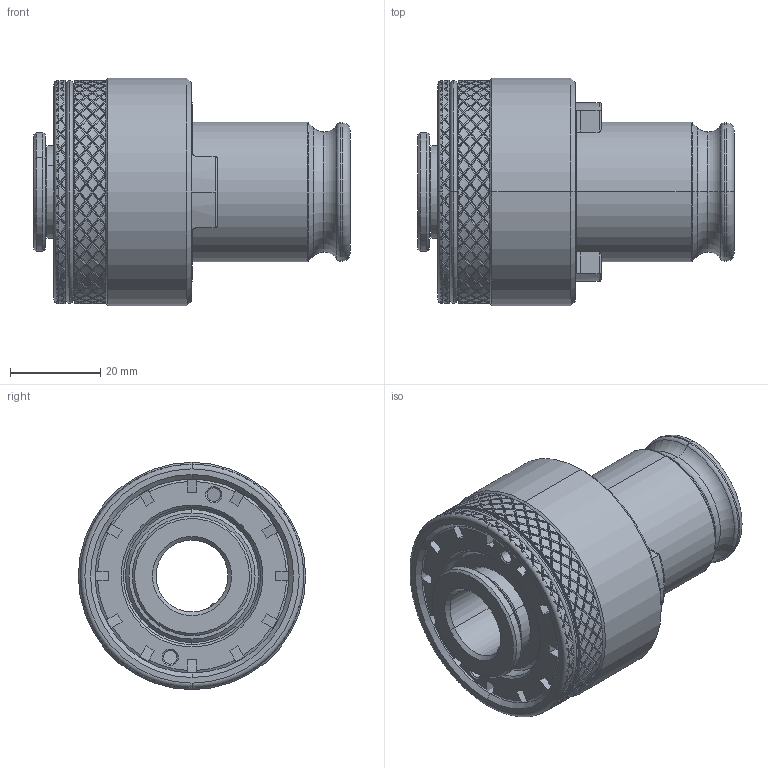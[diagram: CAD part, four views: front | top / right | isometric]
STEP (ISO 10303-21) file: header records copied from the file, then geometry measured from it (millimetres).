
FILE_DESCRIPTION (( 'STEP AP203' ), '1' );
FILE_NAME ('54-S.16.12.2016.STEP', '2019-04-16T05:48:34', ( 'Acer' ), ( '' ), 'SwSTEP 2.0', 'SolidWorks 2018', '' );
FILE_SCHEMA (( 'CONFIG_CONTROL_DESIGN' ));
Length unit declared in the file: millimetre
Products named in the file (1): 54-S.16.12.2016
Bounding box: 70.24 x 50.5 x 50.5 mm (x, y, z)
Surface area: 21321.1 mm2 (no closed solid volume)
Topology: 0 solids, 10 shells, 1656 faces, 4043 edges, 2338 vertices
Faces by surface type: bspline 1124, cylinder 400, plane 58, cone 41, torus 31, sphere 2
Entity records: 62510 total; most frequent: CARTESIAN_POINT 37959, ORIENTED_EDGE 7619, EDGE_CURVE 4036, VERTEX_POINT 2335, DIRECTION 2251, EDGE_LOOP 1671, FACE_OUTER_BOUND 1656, ADVANCED_FACE 1656
